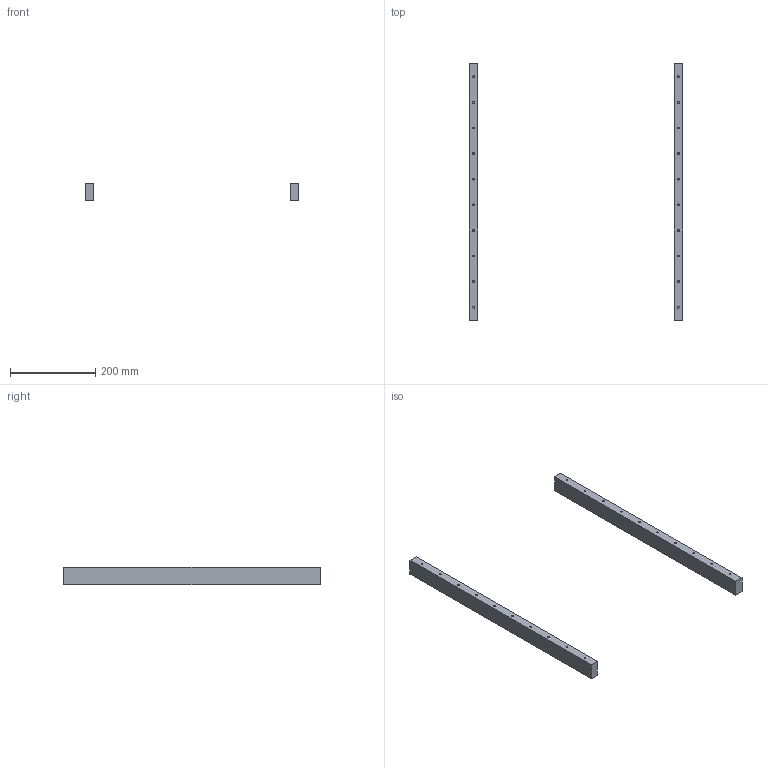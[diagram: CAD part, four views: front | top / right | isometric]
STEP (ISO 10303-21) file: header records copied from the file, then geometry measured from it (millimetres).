
FILE_DESCRIPTION (( 'STEP AP214' ), '1' );
FILE_NAME ('¸ßÐÍ»ú¼Ü2.STEP', '2022-03-11T06:55:23', ( '' ), ( '' ), 'SwSTEP 2.0', 'SolidWorks 2021', '' );
FILE_SCHEMA (( 'AUTOMOTIVE_DESIGN' ));
Length unit declared in the file: millimetre
Products named in the file (1): 詢倰儂殤2
Bounding box: 500 x 600 x 40 mm (x, y, z)
Volume: 948354.8 mm3; surface area: 153996.2 mm2
Topology: 2 solids, 2 shells, 124 faces, 304 edges, 156 vertices
Faces by surface type: cone 56, cylinder 56, plane 12
Entity records: 3703 total; most frequent: DIRECTION 610, CARTESIAN_POINT 529, ORIENTED_EDGE 496, EDGE_CURVE 248, AXIS2_PLACEMENT_3D 237, VERTEX_POINT 156, EDGE_LOOP 152, VECTOR 136
